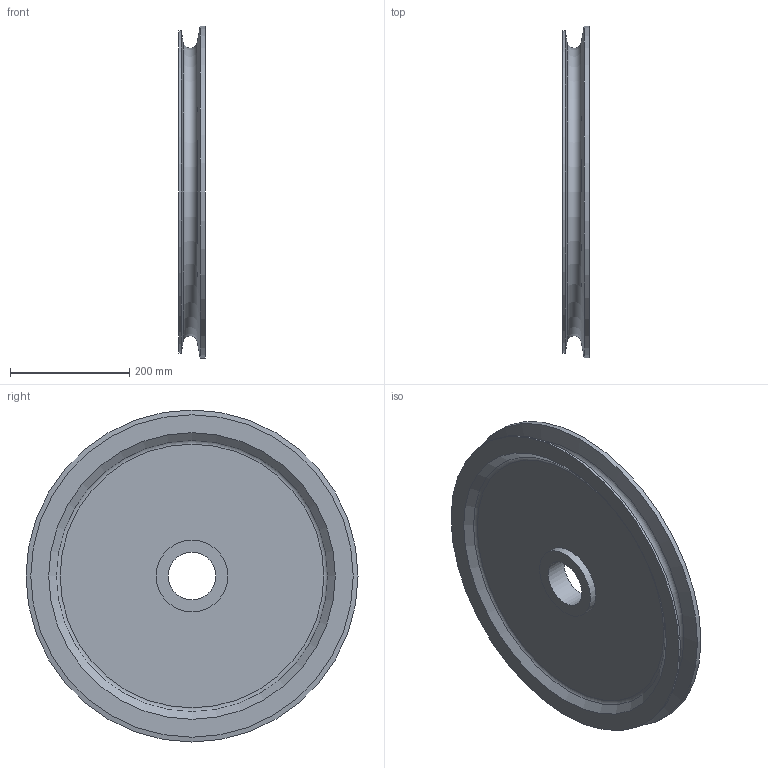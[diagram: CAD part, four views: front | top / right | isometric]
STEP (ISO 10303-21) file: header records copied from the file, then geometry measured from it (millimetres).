
FILE_DESCRIPTION (( 'STEP AP203' ), '1' );
FILE_NAME ('250813 STEP 1-400332-00_16729.STEP', '2025-08-13T09:49:57', ( '' ), ( '' ), 'SwSTEP 2.0', 'SolidWorks 2024', '' );
FILE_SCHEMA (( 'CONFIG_CONTROL_DESIGN' ));
Length unit declared in the file: millimetre
Products named in the file (1): 250813 STEP 1-400332-00_16729
Bounding box: 44 x 556 x 556 mm (x, y, z)
Volume: 3379076.5 mm3; surface area: 654428.6 mm2
Topology: 1 solids, 1 shells, 20 faces, 34 edges, 21 vertices
Faces by surface type: plane 7, cylinder 6, cone 4, torus 3
Full cylindrical faces by diameter (mm): 80 x1, 120 x2, 540 x1, 546 x1, 556 x1
Entity records: 485 total; most frequent: DIRECTION 82, CARTESIAN_POINT 61, AXIS2_PLACEMENT_3D 41, ORIENTED_EDGE 40, EDGE_LOOP 40, FACE_OUTER_BOUND 29, EDGE_CURVE 20, CIRCLE 20
